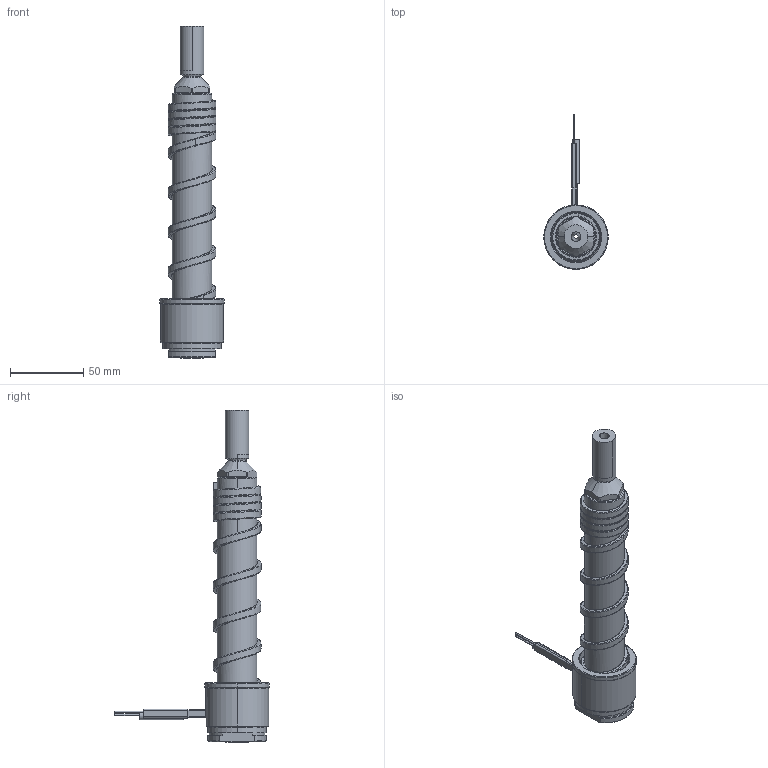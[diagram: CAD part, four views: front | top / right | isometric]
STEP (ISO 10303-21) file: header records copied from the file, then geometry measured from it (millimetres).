
FILE_DESCRIPTION((''),'2;1');
FILE_NAME('EL-196-APO-H','2014-02-17T',('Íàòàëüÿ'),('IMID'),'PRO/ENGINEER BY PARAMETRIC TECHNOLOGY CORPORATION, 2010480','PRO/ENGINEER BY PARAMETRIC TECHNOLOGY CORPORATION, 2010480','');
FILE_SCHEMA(('CONFIG_CONTROL_DESIGN'));
Length unit declared in the file: millimetre
Products named in the file (1): EL-196-APO-H
Bounding box: 44 x 105.5 x 226.3 mm (x, y, z)
Volume: 138531.3 mm3; surface area: 49611.2 mm2
Topology: 1 solids, 8 shells, 312 faces, 802 edges, 481 vertices
Faces by surface type: cylinder 103, bspline 63, cone 52, plane 49, torus 26, revolution 9, extrusion 8, sphere 2
Entity records: 21335 total; most frequent: CARTESIAN_POINT 14182, ORIENTED_EDGE 1564, DIRECTION 1348, EDGE_CURVE 794, AXIS2_PLACEMENT_3D 528, VERTEX_POINT 481, EDGE_LOOP 333, FACE_OUTER_BOUND 312
